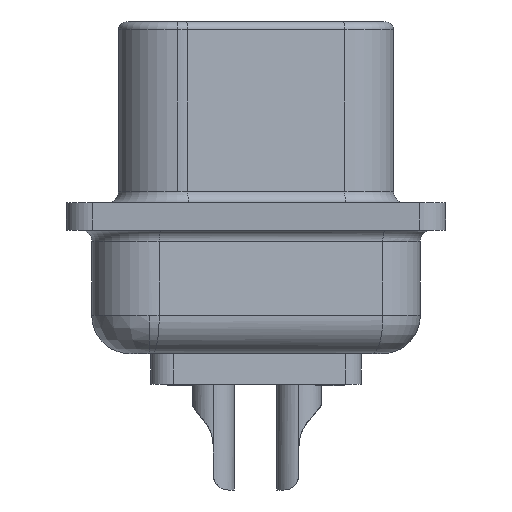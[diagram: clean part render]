
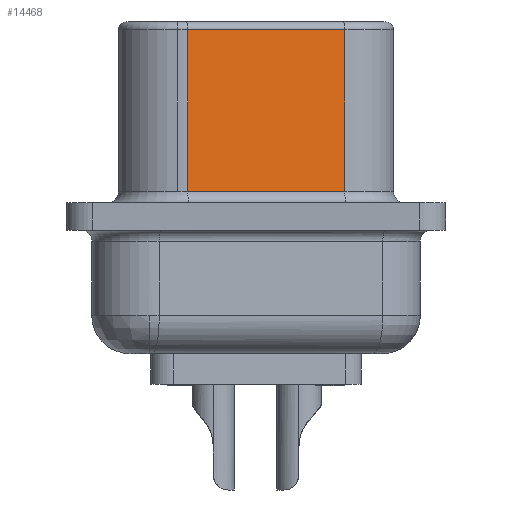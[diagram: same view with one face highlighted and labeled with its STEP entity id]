
A CAD part, left-side view. The second image highlights one B-rep face of the part: STEP entity #14468.
In plain terms, the highlighted planar face has unit normal (-0.985, -0.174, 0).
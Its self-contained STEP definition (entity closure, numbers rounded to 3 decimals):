
#2847 = VERTEX_POINT('',#2848);
#2848 = CARTESIAN_POINT('',(6.643,8.564,5.746));
#2922 = VERTEX_POINT('',#2923);
#2923 = CARTESIAN_POINT('',(6.643,8.564,0.381));
#2930 = EDGE_CURVE('',#2847,#2922,#2931,.T.);
#2931 = LINE('',#2932,#2933);
#2932 = CARTESIAN_POINT('',(6.643,8.564,6.));
#2933 = VECTOR('',#2934,1.);
#2934 = DIRECTION('',(-0.,-0.,-1.));
#13704 = EDGE_CURVE('',#13705,#13707,#13709,.T.);
#13705 = VERTEX_POINT('',#13706);
#13706 = CARTESIAN_POINT('',(7.561,3.357,5.746));
#13707 = VERTEX_POINT('',#13708);
#13708 = CARTESIAN_POINT('',(7.561,3.357,0.381));
#13709 = LINE('',#13710,#13711);
#13710 = CARTESIAN_POINT('',(7.561,3.357,6.));
#13711 = VECTOR('',#13712,1.);
#13712 = DIRECTION('',(-0.,-0.,-1.));
#14468 = ADVANCED_FACE('',(#14469),#14485,.F.);
#14469 = FACE_BOUND('',#14470,.T.);
#14470 = EDGE_LOOP('',(#14471,#14472,#14478,#14479));
#14471 = ORIENTED_EDGE('',*,*,#2930,.T.);
#14472 = ORIENTED_EDGE('',*,*,#14473,.T.);
#14473 = EDGE_CURVE('',#2922,#13707,#14474,.T.);
#14474 = LINE('',#14475,#14476);
#14475 = CARTESIAN_POINT('',(7.561,3.357,0.381));
#14476 = VECTOR('',#14477,1.);
#14477 = DIRECTION('',(0.174,-0.985,0.));
#14478 = ORIENTED_EDGE('',*,*,#13704,.F.);
#14479 = ORIENTED_EDGE('',*,*,#14480,.T.);
#14480 = EDGE_CURVE('',#13705,#2847,#14481,.T.);
#14481 = LINE('',#14482,#14483);
#14482 = CARTESIAN_POINT('',(7.561,3.357,5.746));
#14483 = VECTOR('',#14484,1.);
#14484 = DIRECTION('',(-0.174,0.985,-0.));
#14485 = PLANE('',#14486);
#14486 = AXIS2_PLACEMENT_3D('',#14487,#14488,#14489);
#14487 = CARTESIAN_POINT('',(7.561,3.357,6.));
#14488 = DIRECTION('',(0.985,0.174,-0.));
#14489 = DIRECTION('',(-0.174,0.985,0.));
